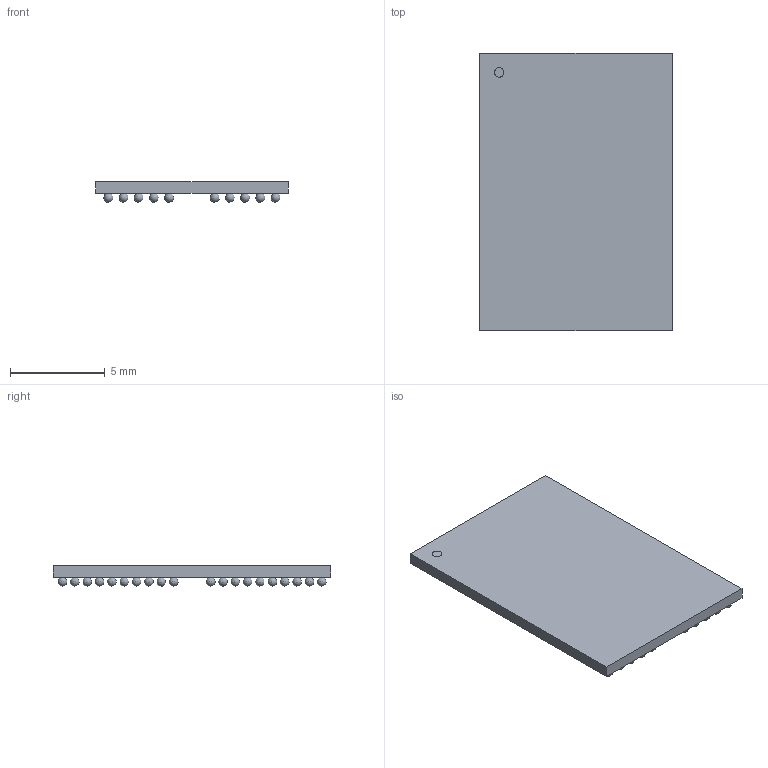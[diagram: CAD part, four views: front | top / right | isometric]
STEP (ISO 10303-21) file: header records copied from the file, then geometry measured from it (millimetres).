
FILE_DESCRIPTION(('STEP AP214'),'1');
FILE_NAME('TFBGA200_10X14p5X1p1_FW_MRN','2025-03-08T12:44:24',(''),(''),'','','');
FILE_SCHEMA(('AUTOMOTIVE_DESIGN'));
Length unit declared in the file: millimetre
Products named in the file (1): product
Bounding box: 10.11 x 14.6 x 1.1 mm (x, y, z)
Volume: 101.8 mm3; surface area: 472.2 mm2
Topology: 202 solids, 202 shells, 209 faces, 615 edges, 410 vertices
Faces by surface type: sphere 200, plane 8, cylinder 1
Full cylindrical faces by diameter (mm): 0.505 x1
Entity records: 2173 total; most frequent: DIRECTION 438, CARTESIAN_POINT 223, AXIS2_PLACEMENT_3D 213, STYLED_ITEM 209, ADVANCED_FACE 209, MANIFOLD_SOLID_BREP 202, CLOSED_SHELL 202, SPHERICAL_SURFACE 200
